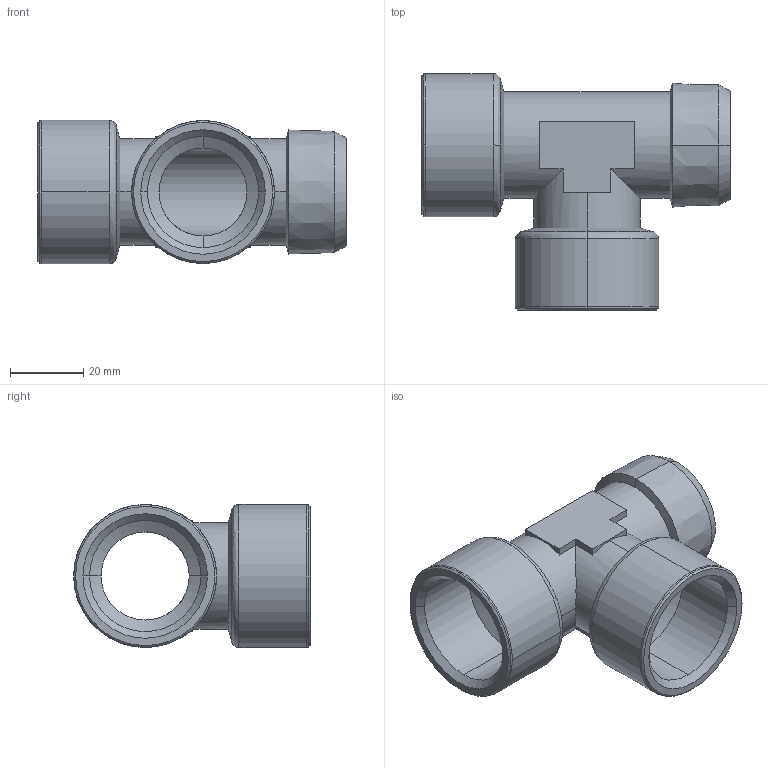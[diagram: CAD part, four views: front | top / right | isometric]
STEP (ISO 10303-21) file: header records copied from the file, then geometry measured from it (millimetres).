
FILE_DESCRIPTION (( 'STEP AP214' ), '1' );
FILE_NAME ('DRF.FFM06.STEP', '2018-09-03T09:28:06', ( '' ), ( '' ), 'SwSTEP 2.0', 'SolidWorks 2018', '' );
FILE_SCHEMA (( 'AUTOMOTIVE_DESIGN' ));
Length unit declared in the file: millimetre
Products named in the file (1): DRF.FFM06
Bounding box: 84 x 64.5 x 39 mm (x, y, z)
Volume: 38596.8 mm3; surface area: 23382.3 mm2
Topology: 1 solids, 1 shells, 74 faces, 187 edges, 114 vertices
Faces by surface type: cone 26, plane 21, cylinder 19, bspline 8
Entity records: 2349 total; most frequent: CARTESIAN_POINT 538, DIRECTION 391, ORIENTED_EDGE 374, EDGE_CURVE 187, AXIS2_PLACEMENT_3D 151, VERTEX_POINT 114, LINE 89, VECTOR 89
